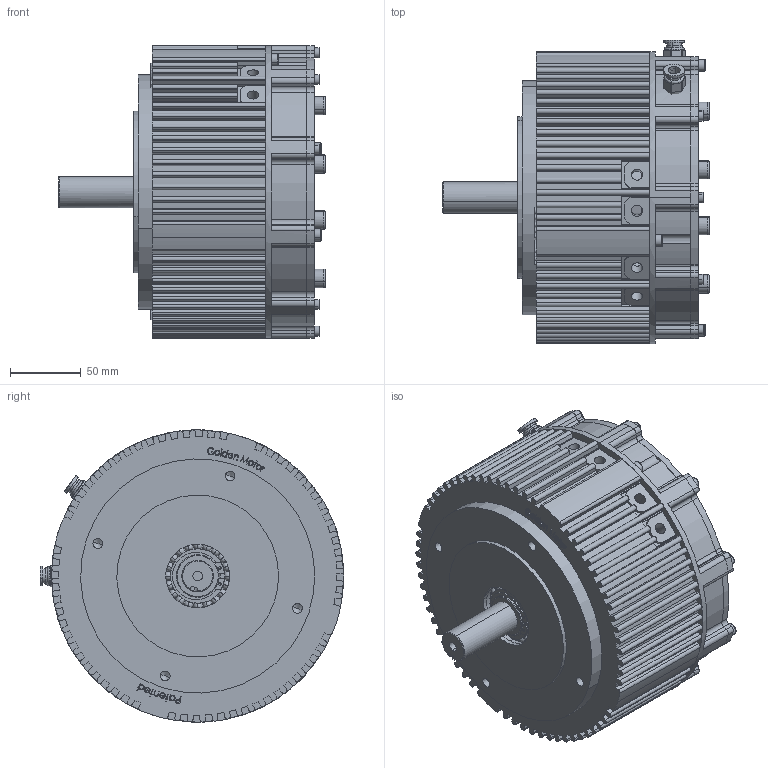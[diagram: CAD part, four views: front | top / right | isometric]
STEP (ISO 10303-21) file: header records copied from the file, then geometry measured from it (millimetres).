
FILE_DESCRIPTION (( 'STEP AP203' ), '1' );
FILE_NAME ('5KW装配体（水冷）.STEP', '2021-05-07T01:40:53', ( '微软用户' ), ( '微软中国' ), 'SwSTEP 2.0', 'SolidWorks 2020', '' );
FILE_SCHEMA (( 'CONFIG_CONTROL_DESIGN' ));
Length unit declared in the file: millimetre
Products named in the file (16): 阨奪諉芛ㄗ8ㄘ; 5KW蚾饜极ㄗ阨濮ㄘ; 5KW阨濮傷裔; 5KW风冷和水冷端盖调节环; 5KW盄諶ㄗ盄諶ㄘ; 5KW阨濮裔啣; deep groove ball bearings gb_Rolling bearings 6304 GB 276-94; hexagon socket head cap screws gb_GB_FASTENER_SCREWS_HSHCS M4X12-N; deep groove ball bearings gb_Rolling bearings 6006 GB 276-94; hexagon socket head cap screws gb_GB_FASTENER_SCREWS_HSHCS M5X16-N; 5KWぱ籵す粣; hexagon socket head cap screws gb_GB_FASTENER_SCREWS_HSHCS M5X50-N; 5KW儂褲ㄗ阨濮ㄘ; hexagon socket head cap screws gb_GB_FASTENER_SCREWS_HSHCS M8X50-N; circlips for shaft--type a large gb_GB_CONNECTING_PIECE_RING_RRA 30; cross recessed countersunk head screws gb2_GB_CROSS_SCREWS_TYPE10 M3X8-6.35-H1-N
Assembly tree (32 placements, depth 2):
  5KW蚾饜极ㄗ阨濮ㄘ
    5KW阨濮傷裔
    5KW阨濮裔啣
    5KW风冷和水冷端盖调节环
    deep groove ball bearings gb_Rolling bearings 6304 GB 276-94
    deep groove ball bearings gb_Rolling bearings 6006 GB 276-94
    5KWぱ籵す粣
    5KW儂褲ㄗ阨濮ㄘ
    circlips for shaft--type a large gb_GB_CONNECTING_PIECE_RING_RRA 30
    阨奪諉芛ㄗ8ㄘ  x2
    5KW盄諶ㄗ盄諶ㄘ  x4
    hexagon socket head cap screws gb_GB_FASTENER_SCREWS_HSHCS M4X12-N  x8
    hexagon socket head cap screws gb_GB_FASTENER_SCREWS_HSHCS M5X16-N  x2
    hexagon socket head cap screws gb_GB_FASTENER_SCREWS_HSHCS M5X50-N  x2
    hexagon socket head cap screws gb_GB_FASTENER_SCREWS_HSHCS M8X50-N  x4
    cross recessed countersunk head screws gb2_GB_CROSS_SCREWS_TYPE10 M3X8-6.35-H1-N  x2
Bounding box: 188 x 214 x 206 mm (x, y, z)
Volume: 1526358.6 mm3; surface area: 493460.9 mm2
Topology: 32 solids, 32 shells, 2025 faces, 5809 edges, 3769 vertices
Faces by surface type: plane 804, cylinder 757, torus 154, bspline 123, cone 121, sphere 66
Entity records: 63610 total; most frequent: CARTESIAN_POINT 19519, ORIENTED_EDGE 9112, DIRECTION 8612, EDGE_CURVE 4556, AXIS2_PLACEMENT_3D 3278, VERTEX_POINT 3019, LINE 2056, VECTOR 2056
